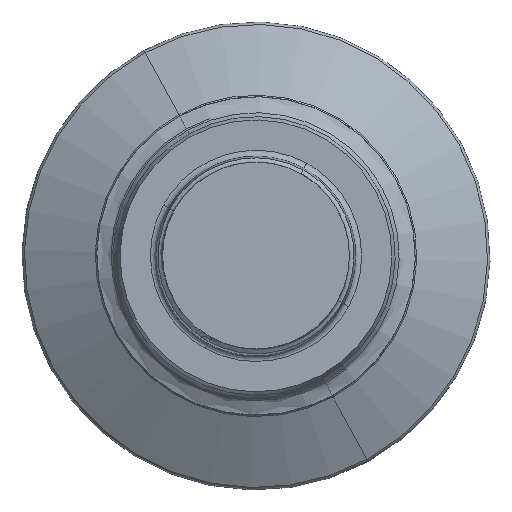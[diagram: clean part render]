
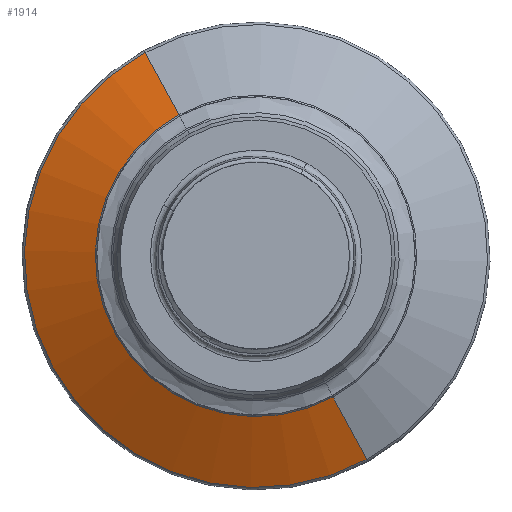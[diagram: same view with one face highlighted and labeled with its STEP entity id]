
A CAD part, top view. The second image highlights one B-rep face of the part: STEP entity #1914.
In plain terms, the highlighted face is a revolution surface.
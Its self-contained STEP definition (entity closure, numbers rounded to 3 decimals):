
#1852=AXIS2_PLACEMENT_3D('Circle Axis2P3D',#1850,#1851,$) ;
#1883=AXIS2_PLACEMENT_3D('Circle Axis2P3D',#1881,#1882,$) ;
#1828=CARTESIAN_POINT('Control Point',(0.,5.47,3.017)) ;
#1829=CARTESIAN_POINT('Control Point',(0.,5.54,2.973)) ;
#1830=CARTESIAN_POINT('Control Point',(0.,5.614,2.929)) ;
#1831=CARTESIAN_POINT('Control Point',(0.,5.692,2.883)) ;
#1832=CARTESIAN_POINT('Control Point',(0.,5.812,2.814)) ;
#1833=CARTESIAN_POINT('Control Point',(0.,5.939,2.742)) ;
#1834=CARTESIAN_POINT('Control Point',(0.,5.982,2.717)) ;
#1835=CARTESIAN_POINT('Control Point',(0.,6.07,2.668)) ;
#1836=CARTESIAN_POINT('Control Point',(0.,6.161,2.618)) ;
#1837=CARTESIAN_POINT('Control Point',(0.,6.207,2.593)) ;
#1838=CARTESIAN_POINT('Control Point',(0.,6.488,2.439)) ;
#1839=CARTESIAN_POINT('Control Point',(0.,6.789,2.279)) ;
#1840=CARTESIAN_POINT('Control Point',(0.,7.051,2.143)) ;
#1841=CARTESIAN_POINT('Control Point',(0.,7.376,1.975)) ;
#1842=CARTESIAN_POINT('Control Point',(0.,7.71,1.806)) ;
#1843=CARTESIAN_POINT('Control Point',(0.,7.767,1.777)) ;
#1844=CARTESIAN_POINT('Control Point',(0.,7.823,1.748)) ;
#1845=CARTESIAN_POINT('Control Point',(0.,7.88,1.72)) ;
#1846=CARTESIAN_POINT('Axis1P Location',(0.,0.,3.017)) ;
#1850=CARTESIAN_POINT('Axis2P3D Location',(0.,0.,3.017)) ;
#1854=CARTESIAN_POINT('Vertex',(-2.622,4.8,3.017)) ;
#1856=CARTESIAN_POINT('Vertex',(2.622,-4.8,3.017)) ;
#1860=CARTESIAN_POINT('Control Point',(-2.622,4.8,3.017)) ;
#1861=CARTESIAN_POINT('Control Point',(-2.656,4.862,2.973)) ;
#1862=CARTESIAN_POINT('Control Point',(-2.692,4.927,2.929)) ;
#1863=CARTESIAN_POINT('Control Point',(-2.729,4.995,2.883)) ;
#1864=CARTESIAN_POINT('Control Point',(-2.786,5.1,2.814)) ;
#1865=CARTESIAN_POINT('Control Point',(-2.847,5.212,2.742)) ;
#1866=CARTESIAN_POINT('Control Point',(-2.868,5.25,2.717)) ;
#1867=CARTESIAN_POINT('Control Point',(-2.91,5.327,2.668)) ;
#1868=CARTESIAN_POINT('Control Point',(-2.954,5.406,2.618)) ;
#1869=CARTESIAN_POINT('Control Point',(-2.976,5.447,2.593)) ;
#1870=CARTESIAN_POINT('Control Point',(-3.11,5.693,2.439)) ;
#1871=CARTESIAN_POINT('Control Point',(-3.255,5.958,2.279)) ;
#1872=CARTESIAN_POINT('Control Point',(-3.38,6.188,2.143)) ;
#1873=CARTESIAN_POINT('Control Point',(-3.536,6.473,1.975)) ;
#1874=CARTESIAN_POINT('Control Point',(-3.697,6.766,1.806)) ;
#1875=CARTESIAN_POINT('Control Point',(-3.724,6.816,1.777)) ;
#1876=CARTESIAN_POINT('Control Point',(-3.751,6.866,1.748)) ;
#1877=CARTESIAN_POINT('Control Point',(-3.778,6.916,1.72)) ;
#1878=CARTESIAN_POINT('Vertex',(-3.778,6.916,1.72)) ;
#1881=CARTESIAN_POINT('Axis2P3D Location',(0.,0.,1.72)) ;
#1885=CARTESIAN_POINT('Vertex',(3.778,-6.916,1.72)) ;
#1889=CARTESIAN_POINT('Control Point',(2.622,-4.8,3.017)) ;
#1890=CARTESIAN_POINT('Control Point',(2.656,-4.862,2.973)) ;
#1891=CARTESIAN_POINT('Control Point',(2.692,-4.927,2.929)) ;
#1892=CARTESIAN_POINT('Control Point',(2.729,-4.995,2.883)) ;
#1893=CARTESIAN_POINT('Control Point',(2.786,-5.1,2.814)) ;
#1894=CARTESIAN_POINT('Control Point',(2.847,-5.212,2.742)) ;
#1895=CARTESIAN_POINT('Control Point',(2.868,-5.25,2.717)) ;
#1896=CARTESIAN_POINT('Control Point',(2.91,-5.327,2.668)) ;
#1897=CARTESIAN_POINT('Control Point',(2.954,-5.406,2.618)) ;
#1898=CARTESIAN_POINT('Control Point',(2.976,-5.447,2.593)) ;
#1899=CARTESIAN_POINT('Control Point',(3.11,-5.693,2.439)) ;
#1900=CARTESIAN_POINT('Control Point',(3.255,-5.958,2.279)) ;
#1901=CARTESIAN_POINT('Control Point',(3.38,-6.188,2.143)) ;
#1902=CARTESIAN_POINT('Control Point',(3.536,-6.473,1.975)) ;
#1903=CARTESIAN_POINT('Control Point',(3.697,-6.766,1.806)) ;
#1904=CARTESIAN_POINT('Control Point',(3.724,-6.816,1.777)) ;
#1905=CARTESIAN_POINT('Control Point',(3.751,-6.866,1.748)) ;
#1906=CARTESIAN_POINT('Control Point',(3.778,-6.916,1.72)) ;
#1847=DIRECTION('Axis1P Direction',(0.,0.,1.)) ;
#1851=DIRECTION('Axis2P3D Direction',(0.,0.,1.)) ;
#1882=DIRECTION('Axis2P3D Direction',(0.,0.,1.)) ;
#1848=AXIS1_PLACEMENT('Revolution Surface Axis1P',#1846,#1847) ;
#1909=ORIENTED_EDGE('',*,*,#1858,.F.) ;
#1910=ORIENTED_EDGE('',*,*,#1880,.T.) ;
#1911=ORIENTED_EDGE('',*,*,#1887,.T.) ;
#1912=ORIENTED_EDGE('',*,*,#1907,.F.) ;
#1914=ADVANCED_FACE('CUT',(#1913),#1849,.F.) ;
#1827=B_SPLINE_CURVE_WITH_KNOTS('',5,(#1828,#1829,#1830,#1831,#1832,#1833,#1834,#1835,#1836,#1837,#1838,#1839,#1840,#1841,#1842,#1843,#1844,#1845),.UNSPECIFIED.,.F.,.U.,(6,3,3,3,3,6),(0.,0.545,0.818,1.091,2.462,2.738),.UNSPECIFIED.) ;
#1859=B_SPLINE_CURVE_WITH_KNOTS('',5,(#1860,#1861,#1862,#1863,#1864,#1865,#1866,#1867,#1868,#1869,#1870,#1871,#1872,#1873,#1874,#1875,#1876,#1877),.UNSPECIFIED.,.F.,.U.,(6,3,3,3,3,6),(0.,0.545,0.818,1.091,2.462,2.738),.UNSPECIFIED.) ;
#1888=B_SPLINE_CURVE_WITH_KNOTS('',5,(#1889,#1890,#1891,#1892,#1893,#1894,#1895,#1896,#1897,#1898,#1899,#1900,#1901,#1902,#1903,#1904,#1905,#1906),.UNSPECIFIED.,.F.,.U.,(6,3,3,3,3,6),(0.,0.545,0.818,1.091,2.462,2.738),.UNSPECIFIED.) ;
#1853=CIRCLE('generated circle',#1852,5.47) ;
#1884=CIRCLE('generated circle',#1883,7.88) ;
#1858=EDGE_CURVE('',#1855,#1857,#1853,.T.) ;
#1880=EDGE_CURVE('',#1855,#1879,#1859,.T.) ;
#1887=EDGE_CURVE('',#1879,#1886,#1884,.T.) ;
#1907=EDGE_CURVE('',#1857,#1886,#1888,.T.) ;
#1908=EDGE_LOOP('',(#1909,#1910,#1911,#1912)) ;
#1913=FACE_OUTER_BOUND('',#1908,.T.) ;
#1849=SURFACE_OF_REVOLUTION('Surface of Revolution',#1827,#1848) ;
#1855=VERTEX_POINT('',#1854) ;
#1857=VERTEX_POINT('',#1856) ;
#1879=VERTEX_POINT('',#1878) ;
#1886=VERTEX_POINT('',#1885) ;
